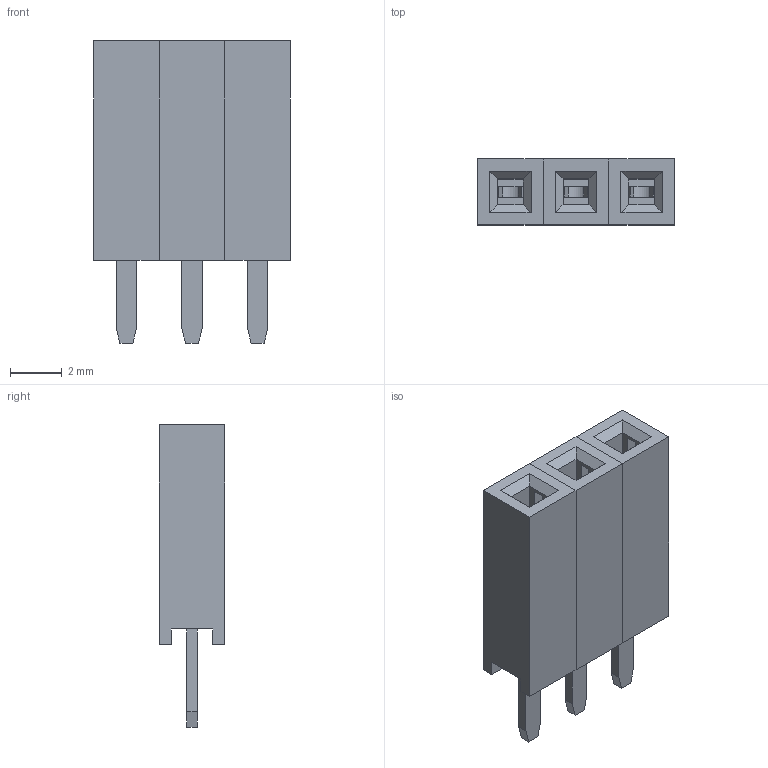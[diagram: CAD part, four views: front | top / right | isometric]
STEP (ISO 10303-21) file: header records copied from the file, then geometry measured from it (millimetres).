
FILE_DESCRIPTION(('FreeCAD Model'),'2;1');
FILE_NAME( 'User Library-HeaderRangLuocDonThang2.54mm_sp.step' ,'2017-06-13T22:52:28',('kicad StepUp'),('ksu MCAD'), 'Open CASCADE STEP processor 6.8','FreeCAD','Unknown');
FILE_SCHEMA(('AUTOMOTIVE_DESIGN_CC2 { 1 2 10303 214 -1 1 5 4 }'));
Length unit declared in the file: millimetre
Products named in the file (2): ASSEMBLY; User_Library-HeaderRangLuocDonThang2.54mm_sp
Assembly tree (1 placements, depth 2):
  ASSEMBLY
    User_Library-HeaderRangLuocDonThang2.54mm_sp
Bounding box: 7.62 x 2.54 x 11.7 mm (x, y, z)
Volume: 137.2 mm3; surface area: 437.3 mm2
Topology: 1 solids, 1 shells, 140 faces, 386 edges, 248 vertices
Faces by surface type: plane 137, cylinder 3
Entity records: 5367 total; most frequent: CARTESIAN_POINT 776, ORIENTED_EDGE 772, DIRECTION 676, EDGE_CURVE 386, LINE 380, VECTOR 380, VERTEX_POINT 248, FACE_BOUND 152
